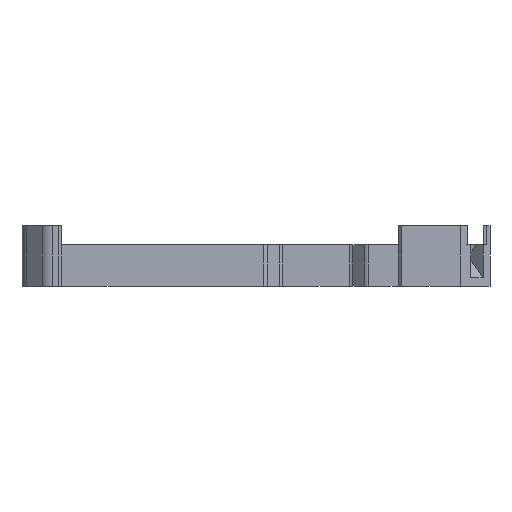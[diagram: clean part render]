
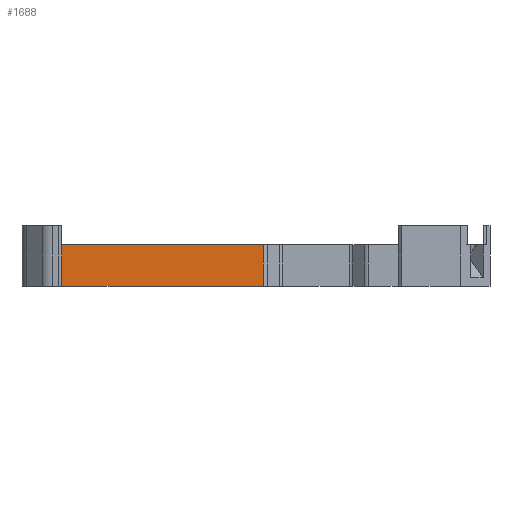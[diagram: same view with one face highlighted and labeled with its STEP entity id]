
A CAD part, left-side view. The second image highlights one B-rep face of the part: STEP entity #1688.
In plain terms, the highlighted planar face has unit normal (-1, 0, 0).
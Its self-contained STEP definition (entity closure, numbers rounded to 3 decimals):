
#750 = VERTEX_POINT('',#751);
#751 = CARTESIAN_POINT('',(-57.5,-2.15,0.));
#758 = EDGE_CURVE('',#759,#750,#761,.T.);
#759 = VERTEX_POINT('',#760);
#760 = CARTESIAN_POINT('',(-57.5,56.,0.));
#761 = LINE('',#762,#763);
#762 = CARTESIAN_POINT('',(-57.5,58.8,0.));
#763 = VECTOR('',#764,1.);
#764 = DIRECTION('',(0.,-1.,0.));
#1631 = VERTEX_POINT('',#1632);
#1632 = CARTESIAN_POINT('',(-57.5,56.,12.));
#1638 = EDGE_CURVE('',#759,#1631,#1639,.T.);
#1639 = LINE('',#1640,#1641);
#1640 = CARTESIAN_POINT('',(-57.5,56.,0.));
#1641 = VECTOR('',#1642,1.);
#1642 = DIRECTION('',(0.,0.,1.));
#1688 = ADVANCED_FACE('',(#1689),#1707,.F.);
#1689 = FACE_BOUND('',#1690,.F.);
#1690 = EDGE_LOOP('',(#1691,#1692,#1693,#1701));
#1691 = ORIENTED_EDGE('',*,*,#758,.F.);
#1692 = ORIENTED_EDGE('',*,*,#1638,.T.);
#1693 = ORIENTED_EDGE('',*,*,#1694,.T.);
#1694 = EDGE_CURVE('',#1631,#1695,#1697,.T.);
#1695 = VERTEX_POINT('',#1696);
#1696 = CARTESIAN_POINT('',(-57.5,-2.15,12.));
#1697 = LINE('',#1698,#1699);
#1698 = CARTESIAN_POINT('',(-57.5,58.8,12.));
#1699 = VECTOR('',#1700,1.);
#1700 = DIRECTION('',(0.,-1.,0.));
#1701 = ORIENTED_EDGE('',*,*,#1702,.F.);
#1702 = EDGE_CURVE('',#750,#1695,#1703,.T.);
#1703 = LINE('',#1704,#1705);
#1704 = CARTESIAN_POINT('',(-57.5,-2.15,0.));
#1705 = VECTOR('',#1706,1.);
#1706 = DIRECTION('',(0.,0.,1.));
#1707 = PLANE('',#1708);
#1708 = AXIS2_PLACEMENT_3D('',#1709,#1710,#1711);
#1709 = CARTESIAN_POINT('',(-57.5,58.8,0.));
#1710 = DIRECTION('',(1.,0.,0.));
#1711 = DIRECTION('',(0.,-1.,0.));
